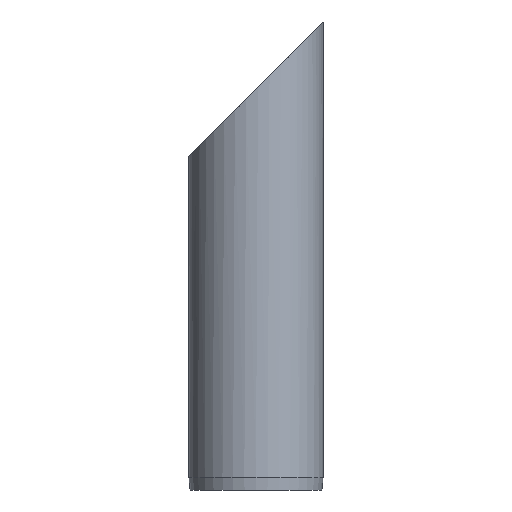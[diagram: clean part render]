
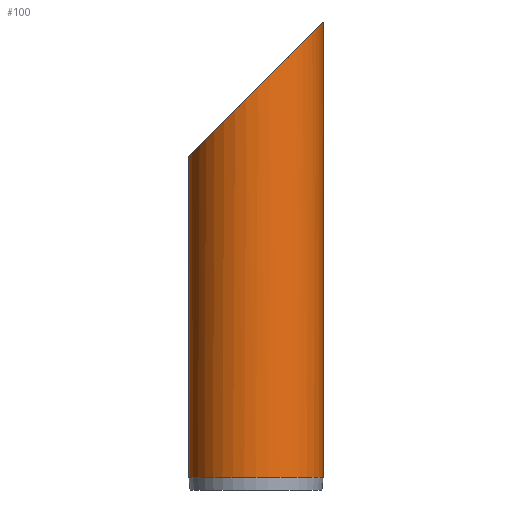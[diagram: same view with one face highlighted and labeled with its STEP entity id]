
A CAD part, front view. The second image highlights one B-rep face of the part: STEP entity #100.
In plain terms, the highlighted cylindrical face has radius 265 mm (diameter 530 mm), a full revolution.
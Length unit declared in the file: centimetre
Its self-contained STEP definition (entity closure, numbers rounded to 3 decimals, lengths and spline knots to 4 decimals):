
#26=CIRCLE('',#114,26.5);
#31=LINE('',#176,#36);
#36=VECTOR('',#149,26.5);
#38=CYLINDRICAL_SURFACE('',#115,26.5);
#45=FACE_OUTER_BOUND('',#52,.T.);
#52=EDGE_LOOP('',(#90,#91,#92,#93));
#53=ELLIPSE('',#105,37.4767,26.5);
#55=VERTEX_POINT('',#155);
#60=VERTEX_POINT('',#172);
#61=EDGE_CURVE('',#55,#55,#53,.T.);
#69=EDGE_CURVE('',#60,#60,#26,.T.);
#71=EDGE_CURVE('',#55,#60,#31,.T.);
#90=ORIENTED_EDGE('',*,*,#61,.T.);
#91=ORIENTED_EDGE('',*,*,#71,.T.);
#92=ORIENTED_EDGE('',*,*,#69,.T.);
#93=ORIENTED_EDGE('',*,*,#71,.F.);
#100=ADVANCED_FACE('',(#45),#38,.T.);
#105=AXIS2_PLACEMENT_3D('',#156,#123,#124);
#114=AXIS2_PLACEMENT_3D('',#173,#144,#145);
#115=AXIS2_PLACEMENT_3D('',#175,#147,#148);
#123=DIRECTION('center_axis',(0.707,0.,-0.707));
#124=DIRECTION('ref_axis',(0.707,0.,0.707));
#144=DIRECTION('center_axis',(0.,0.,1.));
#145=DIRECTION('ref_axis',(1.,0.,0.));
#147=DIRECTION('center_axis',(0.,0.,1.));
#148=DIRECTION('ref_axis',(1.,0.,0.));
#149=DIRECTION('',(0.,0.,-1.));
#155=CARTESIAN_POINT('',(-26.5,0.,132.));
#156=CARTESIAN_POINT('Origin',(0.,0.,158.5));
#172=CARTESIAN_POINT('',(-26.5,0.,5.));
#173=CARTESIAN_POINT('Origin',(0.,0.,5.));
#175=CARTESIAN_POINT('Origin',(0.,0.,6.25));
#176=CARTESIAN_POINT('',(-26.5,0.,6.25));
